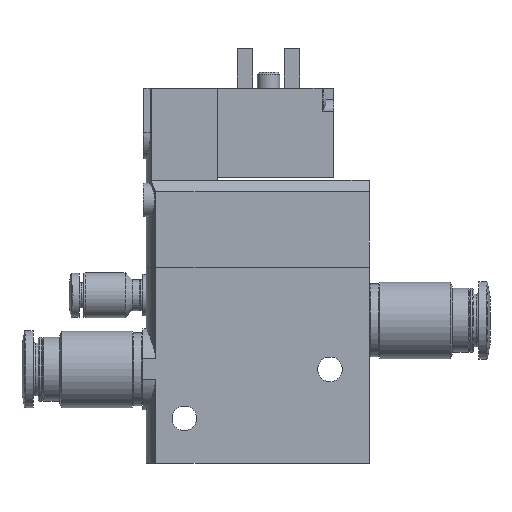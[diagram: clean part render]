
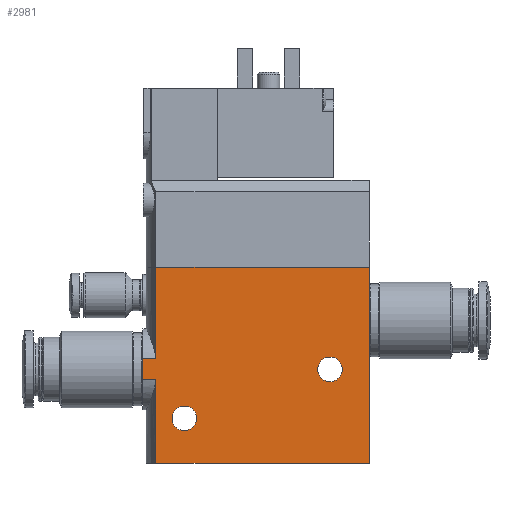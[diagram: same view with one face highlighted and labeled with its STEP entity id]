
A CAD part, left-side view. The second image highlights one B-rep face of the part: STEP entity #2981.
In plain terms, the highlighted face is planar.
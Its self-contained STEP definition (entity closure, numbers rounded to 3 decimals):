
#228=LINE('',#5075,#421);
#231=LINE('',#5084,#424);
#232=LINE('',#5096,#425);
#234=LINE('',#5113,#427);
#241=LINE('',#5144,#434);
#243=LINE('',#5152,#436);
#246=LINE('',#5165,#439);
#247=LINE('',#5166,#440);
#421=VECTOR('',#4151,1000.);
#424=VECTOR('',#4158,1000.);
#425=VECTOR('',#4161,1000.);
#427=VECTOR('',#4167,1000.);
#434=VECTOR('',#4186,1000.);
#436=VECTOR('',#4194,1000.);
#439=VECTOR('',#4209,1000.);
#440=VECTOR('',#4210,1000.);
#662=ORIENTED_EDGE('',*,*,#1464,.T.);
#663=ORIENTED_EDGE('',*,*,#1465,.T.);
#664=ORIENTED_EDGE('',*,*,#1440,.T.);
#665=ORIENTED_EDGE('',*,*,#1459,.F.);
#666=ORIENTED_EDGE('',*,*,#1466,.F.);
#667=ORIENTED_EDGE('',*,*,#1434,.T.);
#668=ORIENTED_EDGE('',*,*,#1467,.T.);
#669=ORIENTED_EDGE('',*,*,#1455,.F.);
#670=ORIENTED_EDGE('',*,*,#1438,.T.);
#671=ORIENTED_EDGE('',*,*,#1444,.T.);
#1434=EDGE_CURVE('',#1844,#1843,#228,.T.);
#1438=EDGE_CURVE('',#1848,#1847,#231,.F.);
#1440=EDGE_CURVE('',#1849,#1850,#232,.T.);
#1444=EDGE_CURVE('',#1847,#1849,#234,.T.);
#1455=EDGE_CURVE('',#1848,#1860,#241,.T.);
#1459=EDGE_CURVE('',#1862,#1850,#243,.T.);
#1464=EDGE_CURVE('',#1865,#1865,#2145,.T.);
#1465=EDGE_CURVE('',#1866,#1866,#2146,.T.);
#1466=EDGE_CURVE('',#1844,#1862,#246,.T.);
#1467=EDGE_CURVE('',#1843,#1860,#247,.T.);
#1843=VERTEX_POINT('',#5074);
#1844=VERTEX_POINT('',#5076);
#1847=VERTEX_POINT('',#5083);
#1848=VERTEX_POINT('',#5085);
#1849=VERTEX_POINT('',#5097);
#1850=VERTEX_POINT('',#5098);
#1860=VERTEX_POINT('',#5145);
#1862=VERTEX_POINT('',#5151);
#1865=VERTEX_POINT('',#5162);
#1866=VERTEX_POINT('',#5164);
#2145=CIRCLE('',#3798,2.2);
#2146=CIRCLE('',#3799,2.2);
#2300=EDGE_LOOP('',(#662));
#2301=EDGE_LOOP('',(#663));
#2302=EDGE_LOOP('',(#664,#665,#666,#667,#668,#669,#670,#671));
#2598=FACE_BOUND('',#2300,.T.);
#2599=FACE_BOUND('',#2301,.T.);
#2600=FACE_BOUND('',#2302,.T.);
#2885=PLANE('',#3797);
#2981=ADVANCED_FACE('',(#2598,#2599,#2600),#2885,.F.);
#3797=AXIS2_PLACEMENT_3D('',#5160,#4203,#4204);
#3798=AXIS2_PLACEMENT_3D('',#5161,#4205,#4206);
#3799=AXIS2_PLACEMENT_3D('',#5163,#4207,#4208);
#4151=DIRECTION('',(-1.,0.,0.));
#4158=DIRECTION('',(0.,-1.,0.));
#4161=DIRECTION('',(0.,-1.,0.));
#4167=DIRECTION('',(1.,0.,0.));
#4186=DIRECTION('',(-1.,0.,0.));
#4194=DIRECTION('',(-1.,0.,0.));
#4203=DIRECTION('',(0.,0.,1.));
#4204=DIRECTION('',(1.,0.,0.));
#4205=DIRECTION('',(0.,0.,1.));
#4206=DIRECTION('',(1.,0.,0.));
#4207=DIRECTION('',(0.,0.,1.));
#4208=DIRECTION('',(1.,0.,0.));
#4209=DIRECTION('',(0.,1.,0.));
#4210=DIRECTION('',(0.,1.,0.));
#5074=CARTESIAN_POINT('',(0.,0.,-7.));
#5075=CARTESIAN_POINT('',(35.,0.,-7.));
#5076=CARTESIAN_POINT('',(35.,0.,-7.));
#5083=CARTESIAN_POINT('',(16.363,40.4,-7.));
#5084=CARTESIAN_POINT('',(16.363,0.,-7.));
#5085=CARTESIAN_POINT('',(16.363,38.066,-7.));
#5096=CARTESIAN_POINT('',(20.137,0.,-7.));
#5097=CARTESIAN_POINT('',(20.137,40.4,-7.));
#5098=CARTESIAN_POINT('',(20.137,38.066,-7.));
#5113=CARTESIAN_POINT('',(18.25,40.4,-7.));
#5144=CARTESIAN_POINT('',(35.,38.066,-7.));
#5145=CARTESIAN_POINT('',(0.,38.066,-7.));
#5151=CARTESIAN_POINT('',(35.,38.066,-7.));
#5152=CARTESIAN_POINT('',(35.,38.066,-7.));
#5160=CARTESIAN_POINT('',(35.,0.,-7.));
#5161=CARTESIAN_POINT('',(18.25,7.,-7.));
#5162=CARTESIAN_POINT('',(20.45,7.,-7.));
#5163=CARTESIAN_POINT('',(27.,33.,-7.));
#5164=CARTESIAN_POINT('',(29.2,33.,-7.));
#5165=CARTESIAN_POINT('',(35.,0.,-7.));
#5166=CARTESIAN_POINT('',(0.,0.,-7.));
